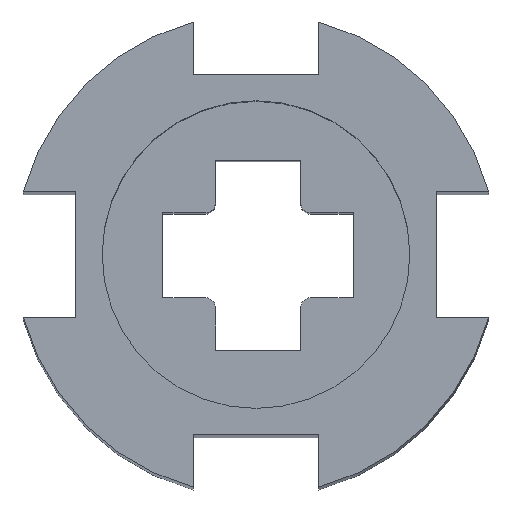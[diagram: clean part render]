
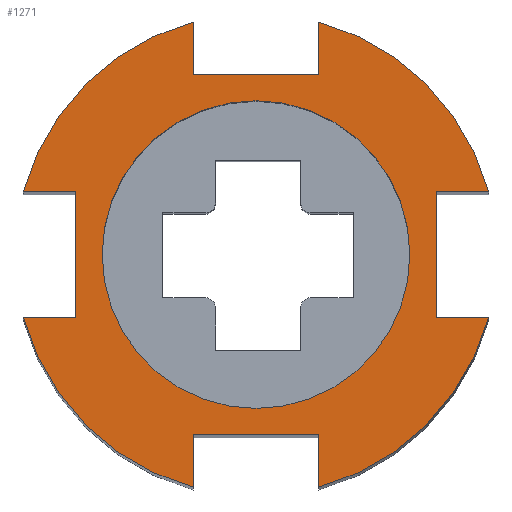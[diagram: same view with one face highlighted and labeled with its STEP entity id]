
A CAD part, top view. The second image highlights one B-rep face of the part: STEP entity #1271.
In plain terms, the highlighted planar face has unit normal (0, 0, 1).
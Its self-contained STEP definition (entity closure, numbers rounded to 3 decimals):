
#5 = CARTESIAN_POINT ( 'NONE',  ( 5.745, -1.55, 20. ) ) ;
#10 = CARTESIAN_POINT ( 'NONE',  ( -5.745, -1.55, 20. ) ) ;
#15 = EDGE_CURVE ( 'NONE', #856, #1234, #1221, .T. ) ;
#20 = CARTESIAN_POINT ( 'NONE',  ( 3.8, 0., 20. ) ) ;
#22 = DIRECTION ( 'NONE',  ( 0., 0., 1. ) ) ;
#35 = CARTESIAN_POINT ( 'NONE',  ( 0., 0., 20. ) ) ;
#51 = CIRCLE ( 'NONE', #146, 5.95 ) ;
#54 = AXIS2_PLACEMENT_3D ( 'NONE', #220, #811, #202 ) ;
#70 = VERTEX_POINT ( 'NONE', #813 ) ;
#71 = LINE ( 'NONE', #580, #779 ) ;
#82 = CARTESIAN_POINT ( 'NONE',  ( 1.55, -5.745, 20. ) ) ;
#83 = EDGE_CURVE ( 'NONE', #964, #70, #517, .T. ) ;
#90 = CARTESIAN_POINT ( 'NONE',  ( -5.745, 1.55, 20. ) ) ;
#102 = ORIENTED_EDGE ( 'NONE', *, *, #270, .F. ) ;
#107 = CARTESIAN_POINT ( 'NONE',  ( 1.55, 5.745, 20. ) ) ;
#117 = VECTOR ( 'NONE', #512, 1000. ) ;
#132 = FACE_BOUND ( 'NONE', #602, .T. ) ;
#146 = AXIS2_PLACEMENT_3D ( 'NONE', #1150, #22, #926 ) ;
#152 = CARTESIAN_POINT ( 'NONE',  ( 0., -1.55, 20. ) ) ;
#158 = EDGE_CURVE ( 'NONE', #423, #1300, #51, .T. ) ;
#159 = CARTESIAN_POINT ( 'NONE',  ( 5.745, 1.55, 20. ) ) ;
#172 = ORIENTED_EDGE ( 'NONE', *, *, #738, .F. ) ;
#198 = VECTOR ( 'NONE', #356, 1000. ) ;
#202 = DIRECTION ( 'NONE',  ( 1., 0., 0. ) ) ;
#209 = CARTESIAN_POINT ( 'NONE',  ( 0., 0., 20. ) ) ;
#220 = CARTESIAN_POINT ( 'NONE',  ( 0., 0., 20. ) ) ;
#227 = ORIENTED_EDGE ( 'NONE', *, *, #240, .T. ) ;
#230 = ORIENTED_EDGE ( 'NONE', *, *, #348, .F. ) ;
#239 = CARTESIAN_POINT ( 'NONE',  ( 0., 0., 20. ) ) ;
#240 = EDGE_CURVE ( 'NONE', #1300, #1325, #441, .T. ) ;
#241 = DIRECTION ( 'NONE',  ( 0., -1., 0. ) ) ;
#250 = CIRCLE ( 'NONE', #685, 5.95 ) ;
#251 = DIRECTION ( 'NONE',  ( 1., 0., 0. ) ) ;
#257 = CARTESIAN_POINT ( 'NONE',  ( -3.8, 0., 20. ) ) ;
#260 = VERTEX_POINT ( 'NONE', #10 ) ;
#263 = CARTESIAN_POINT ( 'NONE',  ( 1.55, -4.45, 20. ) ) ;
#270 = EDGE_CURVE ( 'NONE', #1239, #1325, #841, .T. ) ;
#276 = LINE ( 'NONE', #387, #374 ) ;
#300 = ORIENTED_EDGE ( 'NONE', *, *, #83, .F. ) ;
#305 = CARTESIAN_POINT ( 'NONE',  ( -1.55, 0., 20. ) ) ;
#310 = DIRECTION ( 'NONE',  ( 1., 0., 0. ) ) ;
#315 = VERTEX_POINT ( 'NONE', #257 ) ;
#331 = LINE ( 'NONE', #344, #991 ) ;
#344 = CARTESIAN_POINT ( 'NONE',  ( 0., 1.55, 20. ) ) ;
#348 = EDGE_CURVE ( 'NONE', #575, #1239, #574, .T. ) ;
#356 = DIRECTION ( 'NONE',  ( 0., -1., 0. ) ) ;
#370 = ORIENTED_EDGE ( 'NONE', *, *, #1331, .F. ) ;
#374 = VECTOR ( 'NONE', #1071, 1000. ) ;
#387 = CARTESIAN_POINT ( 'NONE',  ( 0., 1.55, 20. ) ) ;
#397 = EDGE_LOOP ( 'NONE', ( #1122, #227, #102, #230, #881, #1157, #913, #172, #1129, #300, #639, #714, #581, #653, #849, #619 ) ) ;
#420 = CARTESIAN_POINT ( 'NONE',  ( 1.55, 0., 20. ) ) ;
#423 = VERTEX_POINT ( 'NONE', #159 ) ;
#441 = LINE ( 'NONE', #524, #1205 ) ;
#447 = EDGE_CURVE ( 'NONE', #575, #1194, #729, .T. ) ;
#453 = LINE ( 'NONE', #152, #566 ) ;
#472 = EDGE_CURVE ( 'NONE', #1117, #1166, #523, .T. ) ;
#477 = VERTEX_POINT ( 'NONE', #20 ) ;
#486 = DIRECTION ( 'NONE',  ( 0., -1., 0. ) ) ;
#492 = DIRECTION ( 'NONE',  ( 1., 0., 0. ) ) ;
#499 = VECTOR ( 'NONE', #668, 1000. ) ;
#512 = DIRECTION ( 'NONE',  ( 0., -1., 0. ) ) ;
#517 = LINE ( 'NONE', #305, #117 ) ;
#520 = CARTESIAN_POINT ( 'NONE',  ( 1.55, 4.45, 20. ) ) ;
#523 = LINE ( 'NONE', #420, #904 ) ;
#524 = CARTESIAN_POINT ( 'NONE',  ( 1.55, 0., 20. ) ) ;
#546 = DIRECTION ( 'NONE',  ( 0., 0., 1. ) ) ;
#566 = VECTOR ( 'NONE', #656, 1000. ) ;
#574 = LINE ( 'NONE', #874, #198 ) ;
#575 = VERTEX_POINT ( 'NONE', #873 ) ;
#580 = CARTESIAN_POINT ( 'NONE',  ( 0., -4.45, 20. ) ) ;
#581 = ORIENTED_EDGE ( 'NONE', *, *, #781, .T. ) ;
#582 = DIRECTION ( 'NONE',  ( 0., 0., 1. ) ) ;
#583 = EDGE_CURVE ( 'NONE', #1234, #836, #453, .T. ) ;
#586 = CIRCLE ( 'NONE', #1253, 5.95 ) ;
#598 = EDGE_CURVE ( 'NONE', #477, #315, #1323, .T. ) ;
#602 = EDGE_LOOP ( 'NONE', ( #753, #370 ) ) ;
#606 = CARTESIAN_POINT ( 'NONE',  ( 4.45, 0., 20. ) ) ;
#619 = ORIENTED_EDGE ( 'NONE', *, *, #983, .T. ) ;
#620 = CARTESIAN_POINT ( 'NONE',  ( -1.55, -4.45, 20. ) ) ;
#636 = DIRECTION ( 'NONE',  ( 1., 0., 0. ) ) ;
#639 = ORIENTED_EDGE ( 'NONE', *, *, #1198, .T. ) ;
#643 = CARTESIAN_POINT ( 'NONE',  ( 0., 4.45, 20. ) ) ;
#653 = ORIENTED_EDGE ( 'NONE', *, *, #583, .F. ) ;
#656 = DIRECTION ( 'NONE',  ( 1., 0., 0. ) ) ;
#668 = DIRECTION ( 'NONE',  ( 1., 0., 0. ) ) ;
#673 = DIRECTION ( 'NONE',  ( 0., 0., 1. ) ) ;
#685 = AXIS2_PLACEMENT_3D ( 'NONE', #35, #1031, #930 ) ;
#714 = ORIENTED_EDGE ( 'NONE', *, *, #472, .T. ) ;
#729 = CIRCLE ( 'NONE', #1322, 5.95 ) ;
#735 = DIRECTION ( 'NONE',  ( 1., 0., 0. ) ) ;
#738 = EDGE_CURVE ( 'NONE', #260, #775, #1305, .T. ) ;
#752 = VECTOR ( 'NONE', #1116, 1000. ) ;
#753 = ORIENTED_EDGE ( 'NONE', *, *, #598, .F. ) ;
#774 = CARTESIAN_POINT ( 'NONE',  ( 0., 0., 20. ) ) ;
#775 = VERTEX_POINT ( 'NONE', #778 ) ;
#778 = CARTESIAN_POINT ( 'NONE',  ( -4.45, -1.55, 20. ) ) ;
#779 = VECTOR ( 'NONE', #492, 1000. ) ;
#781 = EDGE_CURVE ( 'NONE', #1166, #836, #586, .T. ) ;
#799 = AXIS2_PLACEMENT_3D ( 'NONE', #239, #546, #636 ) ;
#800 = CIRCLE ( 'NONE', #1141, 3.8 ) ;
#807 = CARTESIAN_POINT ( 'NONE',  ( -1.55, 4.45, 20. ) ) ;
#811 = DIRECTION ( 'NONE',  ( 0., 0., 1. ) ) ;
#813 = CARTESIAN_POINT ( 'NONE',  ( -1.55, -5.745, 20. ) ) ;
#816 = CARTESIAN_POINT ( 'NONE',  ( 4.45, 1.55, 20. ) ) ;
#821 = EDGE_CURVE ( 'NONE', #1102, #775, #1330, .T. ) ;
#836 = VERTEX_POINT ( 'NONE', #5 ) ;
#841 = LINE ( 'NONE', #643, #1124 ) ;
#849 = ORIENTED_EDGE ( 'NONE', *, *, #15, .F. ) ;
#856 = VERTEX_POINT ( 'NONE', #816 ) ;
#873 = CARTESIAN_POINT ( 'NONE',  ( -1.55, 5.745, 20. ) ) ;
#874 = CARTESIAN_POINT ( 'NONE',  ( -1.55, 0., 20. ) ) ;
#877 = CARTESIAN_POINT ( 'NONE',  ( 0., -1.55, 20. ) ) ;
#881 = ORIENTED_EDGE ( 'NONE', *, *, #447, .T. ) ;
#904 = VECTOR ( 'NONE', #486, 1000. ) ;
#913 = ORIENTED_EDGE ( 'NONE', *, *, #821, .T. ) ;
#926 = DIRECTION ( 'NONE',  ( 1., 0., 0. ) ) ;
#929 = PLANE ( 'NONE',  #54 ) ;
#930 = DIRECTION ( 'NONE',  ( 1., 0., 0. ) ) ;
#964 = VERTEX_POINT ( 'NONE', #620 ) ;
#966 = EDGE_CURVE ( 'NONE', #260, #70, #250, .T. ) ;
#983 = EDGE_CURVE ( 'NONE', #856, #423, #331, .T. ) ;
#991 = VECTOR ( 'NONE', #735, 1000. ) ;
#993 = DIRECTION ( 'NONE',  ( 1., 0., 0. ) ) ;
#1009 = DIRECTION ( 'NONE',  ( 0., -1., 0. ) ) ;
#1025 = DIRECTION ( 'NONE',  ( 0., 0., 1. ) ) ;
#1031 = DIRECTION ( 'NONE',  ( 0., 0., 1. ) ) ;
#1071 = DIRECTION ( 'NONE',  ( 1., 0., 0. ) ) ;
#1086 = CARTESIAN_POINT ( 'NONE',  ( 0., 0., 20. ) ) ;
#1102 = VERTEX_POINT ( 'NONE', #1167 ) ;
#1115 = EDGE_CURVE ( 'NONE', #1194, #1102, #276, .T. ) ;
#1116 = DIRECTION ( 'NONE',  ( 0., -1., 0. ) ) ;
#1117 = VERTEX_POINT ( 'NONE', #263 ) ;
#1120 = CARTESIAN_POINT ( 'NONE',  ( -4.45, 0., 20. ) ) ;
#1122 = ORIENTED_EDGE ( 'NONE', *, *, #158, .T. ) ;
#1124 = VECTOR ( 'NONE', #251, 1000. ) ;
#1129 = ORIENTED_EDGE ( 'NONE', *, *, #966, .T. ) ;
#1130 = FACE_OUTER_BOUND ( 'NONE', #397, .T. ) ;
#1141 = AXIS2_PLACEMENT_3D ( 'NONE', #209, #1025, #310 ) ;
#1150 = CARTESIAN_POINT ( 'NONE',  ( 0., 0., 20. ) ) ;
#1157 = ORIENTED_EDGE ( 'NONE', *, *, #1115, .T. ) ;
#1166 = VERTEX_POINT ( 'NONE', #82 ) ;
#1167 = CARTESIAN_POINT ( 'NONE',  ( -4.45, 1.55, 20. ) ) ;
#1188 = DIRECTION ( 'NONE',  ( 1., 0., 0. ) ) ;
#1194 = VERTEX_POINT ( 'NONE', #90 ) ;
#1198 = EDGE_CURVE ( 'NONE', #964, #1117, #71, .T. ) ;
#1205 = VECTOR ( 'NONE', #241, 1000. ) ;
#1221 = LINE ( 'NONE', #606, #752 ) ;
#1230 = VECTOR ( 'NONE', #1009, 1000. ) ;
#1233 = CARTESIAN_POINT ( 'NONE',  ( 4.45, -1.55, 20. ) ) ;
#1234 = VERTEX_POINT ( 'NONE', #1233 ) ;
#1239 = VERTEX_POINT ( 'NONE', #807 ) ;
#1253 = AXIS2_PLACEMENT_3D ( 'NONE', #1086, #582, #1188 ) ;
#1271 = ADVANCED_FACE ( 'NONE', ( #132, #1130 ), #929, .T. ) ;
#1300 = VERTEX_POINT ( 'NONE', #107 ) ;
#1305 = LINE ( 'NONE', #877, #499 ) ;
#1322 = AXIS2_PLACEMENT_3D ( 'NONE', #774, #673, #993 ) ;
#1323 = CIRCLE ( 'NONE', #799, 3.8 ) ;
#1325 = VERTEX_POINT ( 'NONE', #520 ) ;
#1330 = LINE ( 'NONE', #1120, #1230 ) ;
#1331 = EDGE_CURVE ( 'NONE', #315, #477, #800, .T. ) ;
